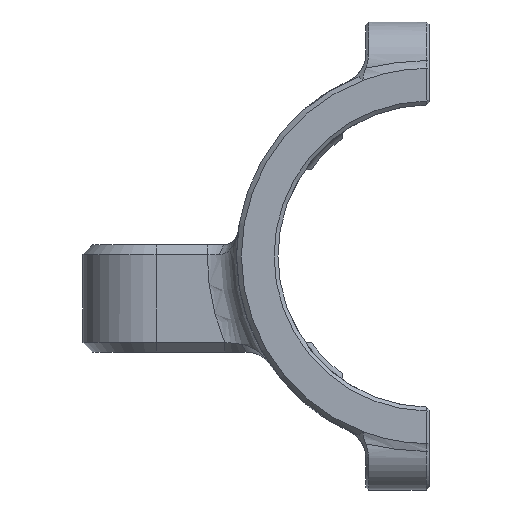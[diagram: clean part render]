
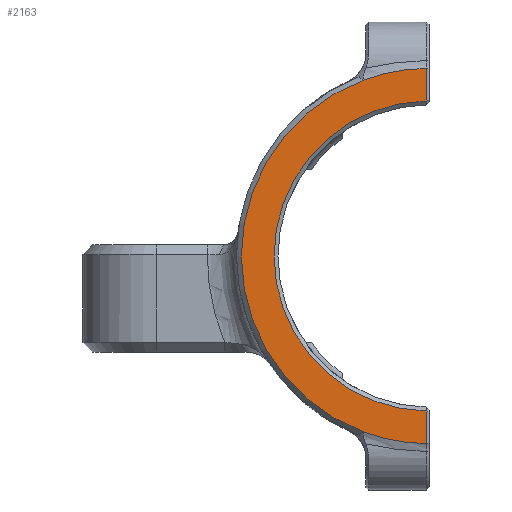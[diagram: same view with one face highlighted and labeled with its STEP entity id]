
A CAD part, front view. The second image highlights one B-rep face of the part: STEP entity #2163.
In plain terms, the highlighted planar face has unit normal (0, -1, 0).
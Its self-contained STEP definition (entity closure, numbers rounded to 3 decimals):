
#86 = DIRECTION ( 'NONE',  ( 0., 0., -1. ) ) ;
#175 = CARTESIAN_POINT ( 'NONE',  ( 27.7, -12.15, 0. ) ) ;
#287 = VERTEX_POINT ( 'NONE', #6070 ) ;
#361 = EDGE_LOOP ( 'NONE', ( #4634, #6056, #4237, #2773, #11748, #1752, #6832, #1243 ) ) ;
#547 = CARTESIAN_POINT ( 'NONE',  ( 27.698, -12.15, -19.246 ) ) ;
#831 = VERTEX_POINT ( 'NONE', #6802 ) ;
#1033 = AXIS2_PLACEMENT_3D ( 'NONE', #1525, #3680, #12188 ) ;
#1228 = CARTESIAN_POINT ( 'NONE',  ( 21.255, -12.15, -18.03 ) ) ;
#1243 = ORIENTED_EDGE ( 'NONE', *, *, #4283, .T. ) ;
#1276 = PLANE ( 'NONE',  #1423 ) ;
#1398 = CARTESIAN_POINT ( 'NONE',  ( 28., -12.15, 0. ) ) ;
#1423 = AXIS2_PLACEMENT_3D ( 'NONE', #11051, #12118, #4466 ) ;
#1518 = VERTEX_POINT ( 'NONE', #7675 ) ;
#1525 = CARTESIAN_POINT ( 'NONE',  ( 28., -12.15, 0. ) ) ;
#1752 = ORIENTED_EDGE ( 'NONE', *, *, #6736, .T. ) ;
#2163 = ADVANCED_FACE ( 'NONE', ( #6007 ), #1276, .T. ) ;
#2234 = VERTEX_POINT ( 'NONE', #1228 ) ;
#2375 = CARTESIAN_POINT ( 'NONE',  ( 27.698, -12.15, -19.248 ) ) ;
#2552 = AXIS2_PLACEMENT_3D ( 'NONE', #5940, #2800, #2848 ) ;
#2773 = ORIENTED_EDGE ( 'NONE', *, *, #8069, .T. ) ;
#2800 = DIRECTION ( 'NONE',  ( 0., -1., 0. ) ) ;
#2815 = VECTOR ( 'NONE', #10772, 1000. ) ;
#2848 = DIRECTION ( 'NONE',  ( 0., 0., -1. ) ) ;
#3229 = CARTESIAN_POINT ( 'NONE',  ( 27.7, -12.15, 0. ) ) ;
#3412 = EDGE_CURVE ( 'NONE', #8698, #287, #5524, .T. ) ;
#3680 = DIRECTION ( 'NONE',  ( 0., -1., 0. ) ) ;
#3819 = LINE ( 'NONE', #175, #2815 ) ;
#4237 = ORIENTED_EDGE ( 'NONE', *, *, #10608, .T. ) ;
#4283 = EDGE_CURVE ( 'NONE', #287, #1518, #3819, .T. ) ;
#4325 = B_SPLINE_CURVE_WITH_KNOTS ( 'NONE', 3,
 ( #8375, #6183, #10435, #11512 ),
 .UNSPECIFIED., .F., .F.,
 ( 4, 4 ),
 ( 0., 1. ),
 .UNSPECIFIED. ) ;
#4446 = CIRCLE ( 'NONE', #13661, 15.9 ) ;
#4466 = DIRECTION ( 'NONE',  ( 0., 0., -1. ) ) ;
#4634 = ORIENTED_EDGE ( 'NONE', *, *, #9482, .T. ) ;
#4898 = CARTESIAN_POINT ( 'NONE',  ( 27.699, -12.15, -19.244 ) ) ;
#5152 = VECTOR ( 'NONE', #7549, 1000. ) ;
#5477 = CIRCLE ( 'NONE', #8028, 19.25 ) ;
#5524 = B_SPLINE_CURVE_WITH_KNOTS ( 'NONE', 3,
 ( #11208, #547, #4898, #7989 ),
 .UNSPECIFIED., .F., .F.,
 ( 4, 4 ),
 ( 0., 1. ),
 .UNSPECIFIED. ) ;
#5825 = EDGE_CURVE ( 'NONE', #11256, #8720, #9657, .T. ) ;
#5940 = CARTESIAN_POINT ( 'NONE',  ( 28., -12.15, 0. ) ) ;
#6007 = FACE_OUTER_BOUND ( 'NONE', #361, .T. ) ;
#6056 = ORIENTED_EDGE ( 'NONE', *, *, #5825, .T. ) ;
#6070 = CARTESIAN_POINT ( 'NONE',  ( 27.7, -12.15, -19.243 ) ) ;
#6183 = CARTESIAN_POINT ( 'NONE',  ( 27.699, -12.15, 19.244 ) ) ;
#6736 = EDGE_CURVE ( 'NONE', #2234, #8698, #5477, .T. ) ;
#6802 = CARTESIAN_POINT ( 'NONE',  ( 21.255, -12.15, 18.03 ) ) ;
#6832 = ORIENTED_EDGE ( 'NONE', *, *, #3412, .T. ) ;
#7549 = DIRECTION ( 'NONE',  ( 0., 0., 1. ) ) ;
#7666 = CARTESIAN_POINT ( 'NONE',  ( 28., -12.15, 0. ) ) ;
#7675 = CARTESIAN_POINT ( 'NONE',  ( 27.7, -12.15, -15.897 ) ) ;
#7715 = CARTESIAN_POINT ( 'NONE',  ( 27.7, -12.15, 15.897 ) ) ;
#7989 = CARTESIAN_POINT ( 'NONE',  ( 27.7, -12.15, -19.243 ) ) ;
#8028 = AXIS2_PLACEMENT_3D ( 'NONE', #7666, #10782, #86 ) ;
#8069 = EDGE_CURVE ( 'NONE', #9527, #831, #12489, .T. ) ;
#8375 = CARTESIAN_POINT ( 'NONE',  ( 27.7, -12.15, 19.243 ) ) ;
#8646 = CARTESIAN_POINT ( 'NONE',  ( 27.7, -12.15, 19.243 ) ) ;
#8698 = VERTEX_POINT ( 'NONE', #2375 ) ;
#8720 = VERTEX_POINT ( 'NONE', #8646 ) ;
#8810 = EDGE_CURVE ( 'NONE', #831, #2234, #10310, .T. ) ;
#8895 = DIRECTION ( 'NONE',  ( 0., 0., -1. ) ) ;
#9482 = EDGE_CURVE ( 'NONE', #1518, #11256, #4446, .T. ) ;
#9527 = VERTEX_POINT ( 'NONE', #12245 ) ;
#9657 = LINE ( 'NONE', #3229, #5152 ) ;
#10310 = CIRCLE ( 'NONE', #1033, 19.25 ) ;
#10435 = CARTESIAN_POINT ( 'NONE',  ( 27.698, -12.15, 19.246 ) ) ;
#10608 = EDGE_CURVE ( 'NONE', #8720, #9527, #4325, .T. ) ;
#10772 = DIRECTION ( 'NONE',  ( 0., 0., 1. ) ) ;
#10782 = DIRECTION ( 'NONE',  ( 0., -1., 0. ) ) ;
#10904 = DIRECTION ( 'NONE',  ( 0., 1., 0. ) ) ;
#11051 = CARTESIAN_POINT ( 'NONE',  ( 28., -12.15, 0. ) ) ;
#11208 = CARTESIAN_POINT ( 'NONE',  ( 27.698, -12.15, -19.248 ) ) ;
#11256 = VERTEX_POINT ( 'NONE', #7715 ) ;
#11512 = CARTESIAN_POINT ( 'NONE',  ( 27.698, -12.15, 19.248 ) ) ;
#11748 = ORIENTED_EDGE ( 'NONE', *, *, #8810, .T. ) ;
#12118 = DIRECTION ( 'NONE',  ( 0., -1., 0. ) ) ;
#12188 = DIRECTION ( 'NONE',  ( 0., 0., -1. ) ) ;
#12245 = CARTESIAN_POINT ( 'NONE',  ( 27.698, -12.15, 19.248 ) ) ;
#12489 = CIRCLE ( 'NONE', #2552, 19.25 ) ;
#13661 = AXIS2_PLACEMENT_3D ( 'NONE', #1398, #10904, #8895 ) ;
